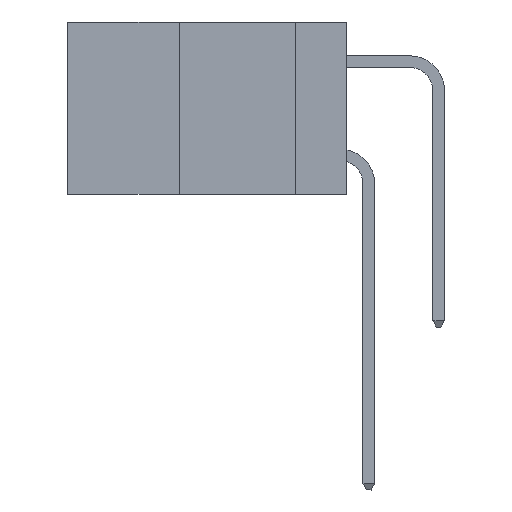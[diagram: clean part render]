
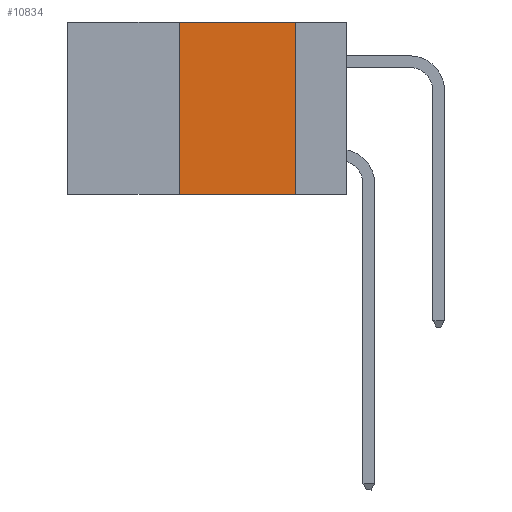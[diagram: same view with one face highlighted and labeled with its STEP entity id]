
A CAD part, left-side view. The second image highlights one B-rep face of the part: STEP entity #10834.
In plain terms, the highlighted planar face has unit normal (-1, 0, 0).
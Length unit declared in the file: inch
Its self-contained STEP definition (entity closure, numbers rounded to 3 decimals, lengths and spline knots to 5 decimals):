
#803 = CARTESIAN_POINT ( 'NONE',  ( 0., 0.36, -0.37 ) ) ;
#1314 = LINE ( 'NONE', #19173, #1951 ) ;
#1951 = VECTOR ( 'NONE', #12103, 39.37008 ) ;
#2829 = VERTEX_POINT ( 'NONE', #15760 ) ;
#3204 = FACE_OUTER_BOUND ( 'NONE', #12611, .T. ) ;
#3707 = EDGE_CURVE ( 'NONE', #2829, #16942, #22637, .T. ) ;
#4072 = CARTESIAN_POINT ( 'NONE',  ( 0., 0.6, -0.37 ) ) ;
#4275 = VECTOR ( 'NONE', #5482, 39.37008 ) ;
#4660 = DIRECTION ( 'NONE',  ( 0., 0., -1. ) ) ;
#5482 = DIRECTION ( 'NONE',  ( 0., -1., 0. ) ) ;
#6492 = ORIENTED_EDGE ( 'NONE', *, *, #10146, .F. ) ;
#7275 = LINE ( 'NONE', #4072, #4275 ) ;
#7423 = CARTESIAN_POINT ( 'NONE',  ( 0., 0.36, 0. ) ) ;
#8211 = DIRECTION ( 'NONE',  ( 1., 0., 0. ) ) ;
#9774 = VECTOR ( 'NONE', #13572, 39.37008 ) ;
#10034 = ORIENTED_EDGE ( 'NONE', *, *, #14322, .T. ) ;
#10123 = CARTESIAN_POINT ( 'NONE',  ( 0., 0.11, 0. ) ) ;
#10146 = EDGE_CURVE ( 'NONE', #21618, #11107, #14771, .T. ) ;
#10834 = ADVANCED_FACE ( 'NONE', ( #3204 ), #17376, .F. ) ;
#11107 = VERTEX_POINT ( 'NONE', #12681 ) ;
#12103 = DIRECTION ( 'NONE',  ( 0., -1., 0. ) ) ;
#12611 = EDGE_LOOP ( 'NONE', ( #19155, #19958, #6492, #10034 ) ) ;
#12681 = CARTESIAN_POINT ( 'NONE',  ( 0., 0.36, 0. ) ) ;
#12987 = DIRECTION ( 'NONE',  ( 0., 0., 1. ) ) ;
#13572 = DIRECTION ( 'NONE',  ( 0., 0., -1. ) ) ;
#14322 = EDGE_CURVE ( 'NONE', #21618, #16942, #7275, .T. ) ;
#14771 = LINE ( 'NONE', #7423, #23158 ) ;
#15179 = CARTESIAN_POINT ( 'NONE',  ( 0., 0.11, -0.37 ) ) ;
#15760 = CARTESIAN_POINT ( 'NONE',  ( 0., 0.11, 0. ) ) ;
#16942 = VERTEX_POINT ( 'NONE', #15179 ) ;
#17376 = PLANE ( 'NONE',  #23188 ) ;
#19155 = ORIENTED_EDGE ( 'NONE', *, *, #3707, .F. ) ;
#19173 = CARTESIAN_POINT ( 'NONE',  ( 0., 0.6, 0. ) ) ;
#19374 = CARTESIAN_POINT ( 'NONE',  ( 0., 0.6, 0. ) ) ;
#19958 = ORIENTED_EDGE ( 'NONE', *, *, #21964, .F. ) ;
#21618 = VERTEX_POINT ( 'NONE', #803 ) ;
#21964 = EDGE_CURVE ( 'NONE', #11107, #2829, #1314, .T. ) ;
#22637 = LINE ( 'NONE', #10123, #9774 ) ;
#23158 = VECTOR ( 'NONE', #12987, 39.37008 ) ;
#23188 = AXIS2_PLACEMENT_3D ( 'NONE', #19374, #8211, #4660 ) ;
